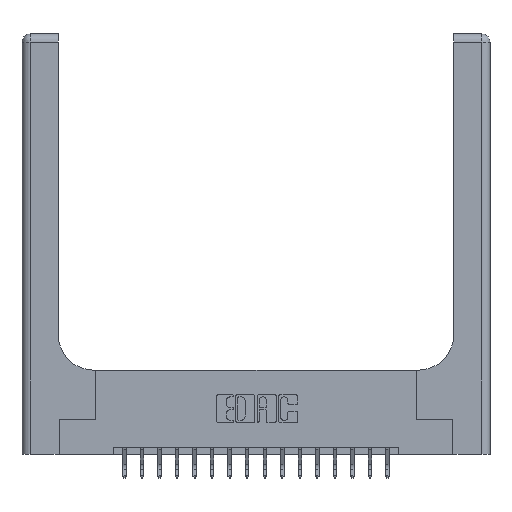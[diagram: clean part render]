
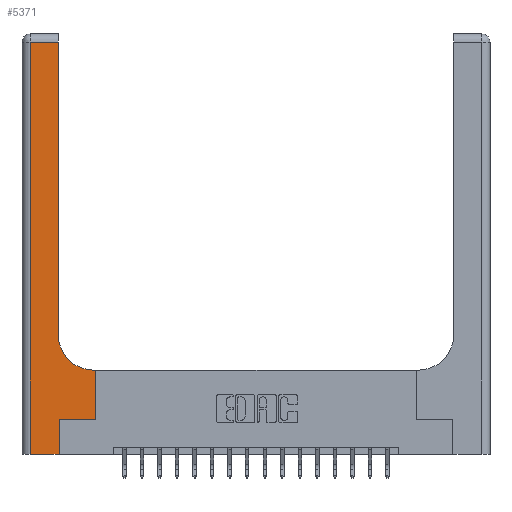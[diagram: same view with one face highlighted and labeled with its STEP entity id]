
A CAD part, top view. The second image highlights one B-rep face of the part: STEP entity #5371.
In plain terms, the highlighted planar face has unit normal (0, 0, 1).
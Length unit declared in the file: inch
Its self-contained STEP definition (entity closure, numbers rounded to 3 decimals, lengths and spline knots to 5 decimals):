
#115 = VERTEX_POINT ( 'NONE', #16296 ) ;
#547 = EDGE_CURVE ( 'NONE', #1684, #17967, #6988, .T. ) ;
#744 = LINE ( 'NONE', #6118, #5709 ) ;
#1437 = VECTOR ( 'NONE', #10241, 39.37008 ) ;
#1684 = VERTEX_POINT ( 'NONE', #9487 ) ;
#1819 = CIRCLE ( 'NONE', #1834, 0.25 ) ;
#1834 = AXIS2_PLACEMENT_3D ( 'NONE', #13573, #17911, #4652 ) ;
#1849 = FACE_OUTER_BOUND ( 'NONE', #12822, .T. ) ;
#1974 = CARTESIAN_POINT ( 'NONE',  ( 0.265, 0., 0.37 ) ) ;
#2965 = VERTEX_POINT ( 'NONE', #7463 ) ;
#2986 = VECTOR ( 'NONE', #16073, 39.37008 ) ;
#3373 = DIRECTION ( 'NONE',  ( 0., 1., 0. ) ) ;
#3567 = ORIENTED_EDGE ( 'NONE', *, *, #14247, .T. ) ;
#3755 = CARTESIAN_POINT ( 'NONE',  ( 0.06, 3., 0.37 ) ) ;
#3900 = EDGE_CURVE ( 'NONE', #15617, #3950, #744, .T. ) ;
#3950 = VERTEX_POINT ( 'NONE', #12371 ) ;
#4083 = LINE ( 'NONE', #11957, #9236 ) ;
#4193 = DIRECTION ( 'NONE',  ( 1., 0., 0. ) ) ;
#4236 = CARTESIAN_POINT ( 'NONE',  ( 0., 3., 0.37 ) ) ;
#4439 = DIRECTION ( 'NONE',  ( 0., 0., -1. ) ) ;
#4652 = DIRECTION ( 'NONE',  ( 1., 0., 0. ) ) ;
#5201 = VECTOR ( 'NONE', #12165, 39.37008 ) ;
#5371 = ADVANCED_FACE ( 'NONE', ( #1849 ), #5744, .F. ) ;
#5709 = VECTOR ( 'NONE', #9060, 39.37008 ) ;
#5744 = PLANE ( 'NONE',  #16585 ) ;
#5789 = DIRECTION ( 'NONE',  ( 0., 1., 0. ) ) ;
#6118 = CARTESIAN_POINT ( 'NONE',  ( 0.26, 0.6, 0.37 ) ) ;
#6749 = CARTESIAN_POINT ( 'NONE',  ( 0.528, 0.6, 0.37 ) ) ;
#6784 = VECTOR ( 'NONE', #3373, 39.37008 ) ;
#6823 = ORIENTED_EDGE ( 'NONE', *, *, #19104, .T. ) ;
#6988 = LINE ( 'NONE', #14624, #2986 ) ;
#7244 = ORIENTED_EDGE ( 'NONE', *, *, #547, .T. ) ;
#7463 = CARTESIAN_POINT ( 'NONE',  ( 0.265, 0.25, 0.37 ) ) ;
#8047 = CARTESIAN_POINT ( 'NONE',  ( 0.06, 2.94, 0.37 ) ) ;
#8188 = EDGE_CURVE ( 'NONE', #2965, #115, #4083, .T. ) ;
#8696 = EDGE_CURVE ( 'NONE', #17640, #9619, #16443, .T. ) ;
#8730 = CARTESIAN_POINT ( 'NONE',  ( 0.26, 3., 0.37 ) ) ;
#8916 = CARTESIAN_POINT ( 'NONE',  ( 0.528, 0.25, 0.37 ) ) ;
#8991 = ORIENTED_EDGE ( 'NONE', *, *, #14164, .T. ) ;
#9060 = DIRECTION ( 'NONE',  ( -1., 0., 0. ) ) ;
#9236 = VECTOR ( 'NONE', #4193, 39.37008 ) ;
#9450 = EDGE_CURVE ( 'NONE', #115, #15617, #15479, .T. ) ;
#9487 = CARTESIAN_POINT ( 'NONE',  ( 0.06, 0., 0.37 ) ) ;
#9619 = VERTEX_POINT ( 'NONE', #8047 ) ;
#10241 = DIRECTION ( 'NONE',  ( -1., 0., 0. ) ) ;
#10567 = LINE ( 'NONE', #3755, #18992 ) ;
#11052 = ORIENTED_EDGE ( 'NONE', *, *, #9450, .T. ) ;
#11070 = ORIENTED_EDGE ( 'NONE', *, *, #16864, .T. ) ;
#11702 = DIRECTION ( 'NONE',  ( -1., 0., 0. ) ) ;
#11957 = CARTESIAN_POINT ( 'NONE',  ( 0.265, 0.25, 0.37 ) ) ;
#12165 = DIRECTION ( 'NONE',  ( 0., 1., 0. ) ) ;
#12371 = CARTESIAN_POINT ( 'NONE',  ( 0.51, 0.6, 0.37 ) ) ;
#12822 = EDGE_LOOP ( 'NONE', ( #11070, #16940, #6823, #7244, #3567, #18591, #11052, #15365, #8991 ) ) ;
#13259 = CARTESIAN_POINT ( 'NONE',  ( 0.26, 0.85, 0.37 ) ) ;
#13573 = CARTESIAN_POINT ( 'NONE',  ( 0.51, 0.85, 0.37 ) ) ;
#14164 = EDGE_CURVE ( 'NONE', #3950, #15822, #1819, .T. ) ;
#14247 = EDGE_CURVE ( 'NONE', #17967, #2965, #14715, .T. ) ;
#14400 = LINE ( 'NONE', #8730, #16965 ) ;
#14624 = CARTESIAN_POINT ( 'NONE',  ( 0., 0., 0.37 ) ) ;
#14715 = LINE ( 'NONE', #1974, #6784 ) ;
#15365 = ORIENTED_EDGE ( 'NONE', *, *, #3900, .T. ) ;
#15479 = LINE ( 'NONE', #8916, #5201 ) ;
#15617 = VERTEX_POINT ( 'NONE', #6749 ) ;
#15822 = VERTEX_POINT ( 'NONE', #13259 ) ;
#16073 = DIRECTION ( 'NONE',  ( 1., 0., 0. ) ) ;
#16178 = CARTESIAN_POINT ( 'NONE',  ( 0., 2.94, 0.37 ) ) ;
#16296 = CARTESIAN_POINT ( 'NONE',  ( 0.528, 0.25, 0.37 ) ) ;
#16396 = CARTESIAN_POINT ( 'NONE',  ( 0.26, 2.94, 0.37 ) ) ;
#16443 = LINE ( 'NONE', #16178, #1437 ) ;
#16585 = AXIS2_PLACEMENT_3D ( 'NONE', #4236, #4439, #11702 ) ;
#16864 = EDGE_CURVE ( 'NONE', #15822, #17640, #14400, .T. ) ;
#16940 = ORIENTED_EDGE ( 'NONE', *, *, #8696, .T. ) ;
#16965 = VECTOR ( 'NONE', #5789, 39.37008 ) ;
#17481 = CARTESIAN_POINT ( 'NONE',  ( 0.265, 0., 0.37 ) ) ;
#17640 = VERTEX_POINT ( 'NONE', #16396 ) ;
#17911 = DIRECTION ( 'NONE',  ( 0., 0., -1. ) ) ;
#17967 = VERTEX_POINT ( 'NONE', #17481 ) ;
#18591 = ORIENTED_EDGE ( 'NONE', *, *, #8188, .T. ) ;
#18600 = DIRECTION ( 'NONE',  ( 0., -1., 0. ) ) ;
#18992 = VECTOR ( 'NONE', #18600, 39.37008 ) ;
#19104 = EDGE_CURVE ( 'NONE', #9619, #1684, #10567, .T. ) ;
